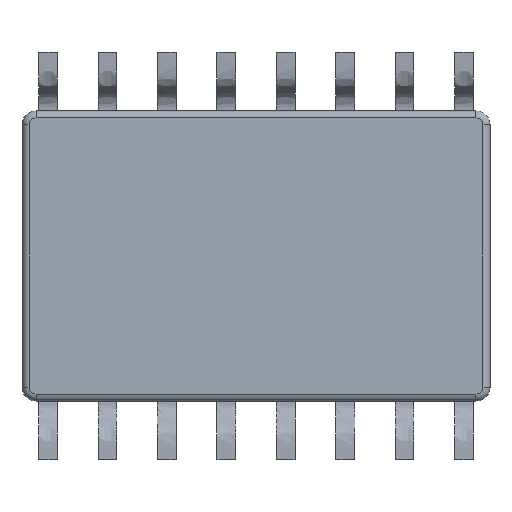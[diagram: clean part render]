
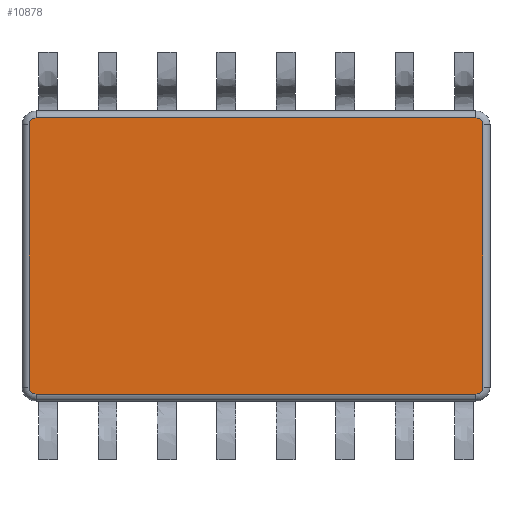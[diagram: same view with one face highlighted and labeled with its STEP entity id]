
A CAD part, front view. The second image highlights one B-rep face of the part: STEP entity #10878.
In plain terms, the highlighted planar face has unit normal (0, -1, 0).
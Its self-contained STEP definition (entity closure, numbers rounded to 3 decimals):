
#45 = ORIENTED_EDGE ( 'NONE', *, *, #7858, .F. ) ;
#296 = LINE ( 'NONE', #15958, #4166 ) ;
#1064 = ORIENTED_EDGE ( 'NONE', *, *, #10704, .F. ) ;
#1252 = CARTESIAN_POINT ( 'NONE',  ( 4.85, 0., 2.8 ) ) ;
#1634 = VERTEX_POINT ( 'NONE', #2739 ) ;
#1679 = DIRECTION ( 'NONE',  ( 1., 0., 0. ) ) ;
#1891 = DIRECTION ( 'NONE',  ( -1., 0., 0. ) ) ;
#2011 = AXIS2_PLACEMENT_3D ( 'NONE', #10819, #16036, #4324 ) ;
#2036 = EDGE_CURVE ( 'NONE', #1634, #11444, #5681, .T. ) ;
#2114 = DIRECTION ( 'NONE',  ( 0., 0., 1. ) ) ;
#2517 = CIRCLE ( 'NONE', #4688, 0.15 ) ;
#2578 = AXIS2_PLACEMENT_3D ( 'NONE', #13774, #13860, #10102 ) ;
#2734 = EDGE_CURVE ( 'NONE', #5658, #8036, #16210, .T. ) ;
#2739 = CARTESIAN_POINT ( 'NONE',  ( -4.85, 0., 2.8 ) ) ;
#2790 = PLANE ( 'NONE',  #2011 ) ;
#2813 = VERTEX_POINT ( 'NONE', #14543 ) ;
#3140 = CARTESIAN_POINT ( 'NONE',  ( 0., 0., 2.95 ) ) ;
#3302 = VECTOR ( 'NONE', #1679, 1000. ) ;
#3545 = CARTESIAN_POINT ( 'NONE',  ( 4.7, 0., -2.95 ) ) ;
#4112 = EDGE_CURVE ( 'NONE', #11444, #5658, #8266, .T. ) ;
#4166 = VECTOR ( 'NONE', #8252, 1000. ) ;
#4324 = DIRECTION ( 'NONE',  ( 0., 0., 1. ) ) ;
#4517 = ORIENTED_EDGE ( 'NONE', *, *, #2734, .F. ) ;
#4688 = AXIS2_PLACEMENT_3D ( 'NONE', #16142, #15984, #9658 ) ;
#4810 = CARTESIAN_POINT ( 'NONE',  ( -4.7, 0., -2.8 ) ) ;
#4992 = VERTEX_POINT ( 'NONE', #12861 ) ;
#5658 = VERTEX_POINT ( 'NONE', #13952 ) ;
#5681 = CIRCLE ( 'NONE', #15278, 0.15 ) ;
#6245 = ORIENTED_EDGE ( 'NONE', *, *, #2036, .F. ) ;
#6286 = EDGE_CURVE ( 'NONE', #11049, #2813, #7072, .T. ) ;
#6841 = EDGE_LOOP ( 'NONE', ( #16848, #12388, #16465, #1064, #45, #4517, #10778, #6245 ) ) ;
#7072 = CIRCLE ( 'NONE', #11739, 0.15 ) ;
#7286 = CARTESIAN_POINT ( 'NONE',  ( 0., 0., -2.95 ) ) ;
#7444 = DIRECTION ( 'NONE',  ( 0., 1., 0. ) ) ;
#7858 = EDGE_CURVE ( 'NONE', #8036, #4992, #296, .T. ) ;
#8021 = VECTOR ( 'NONE', #1891, 1000. ) ;
#8036 = VERTEX_POINT ( 'NONE', #1252 ) ;
#8235 = LINE ( 'NONE', #7286, #8021 ) ;
#8252 = DIRECTION ( 'NONE',  ( 0., 0., -1. ) ) ;
#8266 = LINE ( 'NONE', #3140, #3302 ) ;
#8530 = LINE ( 'NONE', #13754, #15969 ) ;
#9087 = CARTESIAN_POINT ( 'NONE',  ( -4.7, 0., 2.95 ) ) ;
#9658 = DIRECTION ( 'NONE',  ( 0., 0., 1. ) ) ;
#10102 = DIRECTION ( 'NONE',  ( 0., 0., 1. ) ) ;
#10704 = EDGE_CURVE ( 'NONE', #4992, #16381, #2517, .T. ) ;
#10778 = ORIENTED_EDGE ( 'NONE', *, *, #4112, .F. ) ;
#10819 = CARTESIAN_POINT ( 'NONE',  ( 0., 0., 0. ) ) ;
#10878 = ADVANCED_FACE ( 'NONE', ( #14601 ), #2790, .F. ) ;
#10982 = CARTESIAN_POINT ( 'NONE',  ( -4.7, 0., 2.8 ) ) ;
#11049 = VERTEX_POINT ( 'NONE', #13046 ) ;
#11444 = VERTEX_POINT ( 'NONE', #9087 ) ;
#11739 = AXIS2_PLACEMENT_3D ( 'NONE', #4810, #7444, #15242 ) ;
#11838 = EDGE_CURVE ( 'NONE', #2813, #1634, #8530, .T. ) ;
#12388 = ORIENTED_EDGE ( 'NONE', *, *, #6286, .F. ) ;
#12446 = DIRECTION ( 'NONE',  ( 0., 1., 0. ) ) ;
#12861 = CARTESIAN_POINT ( 'NONE',  ( 4.85, 0., -2.8 ) ) ;
#13046 = CARTESIAN_POINT ( 'NONE',  ( -4.7, 0., -2.95 ) ) ;
#13754 = CARTESIAN_POINT ( 'NONE',  ( -4.85, 0., 0. ) ) ;
#13774 = CARTESIAN_POINT ( 'NONE',  ( 4.7, 0., 2.8 ) ) ;
#13860 = DIRECTION ( 'NONE',  ( 0., 1., 0. ) ) ;
#13952 = CARTESIAN_POINT ( 'NONE',  ( 4.7, 0., 2.95 ) ) ;
#14543 = CARTESIAN_POINT ( 'NONE',  ( -4.85, 0., -2.8 ) ) ;
#14601 = FACE_OUTER_BOUND ( 'NONE', #6841, .T. ) ;
#15241 = EDGE_CURVE ( 'NONE', #16381, #11049, #8235, .T. ) ;
#15242 = DIRECTION ( 'NONE',  ( 0., 0., 1. ) ) ;
#15278 = AXIS2_PLACEMENT_3D ( 'NONE', #10982, #12446, #16202 ) ;
#15958 = CARTESIAN_POINT ( 'NONE',  ( 4.85, 0., 0. ) ) ;
#15969 = VECTOR ( 'NONE', #2114, 1000. ) ;
#15984 = DIRECTION ( 'NONE',  ( 0., 1., 0. ) ) ;
#16036 = DIRECTION ( 'NONE',  ( 0., 1., 0. ) ) ;
#16142 = CARTESIAN_POINT ( 'NONE',  ( 4.7, 0., -2.8 ) ) ;
#16202 = DIRECTION ( 'NONE',  ( 0., 0., 1. ) ) ;
#16210 = CIRCLE ( 'NONE', #2578, 0.15 ) ;
#16381 = VERTEX_POINT ( 'NONE', #3545 ) ;
#16465 = ORIENTED_EDGE ( 'NONE', *, *, #15241, .F. ) ;
#16848 = ORIENTED_EDGE ( 'NONE', *, *, #11838, .F. ) ;
